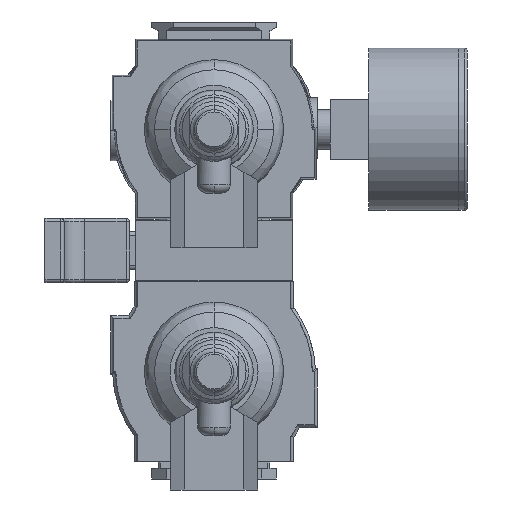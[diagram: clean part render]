
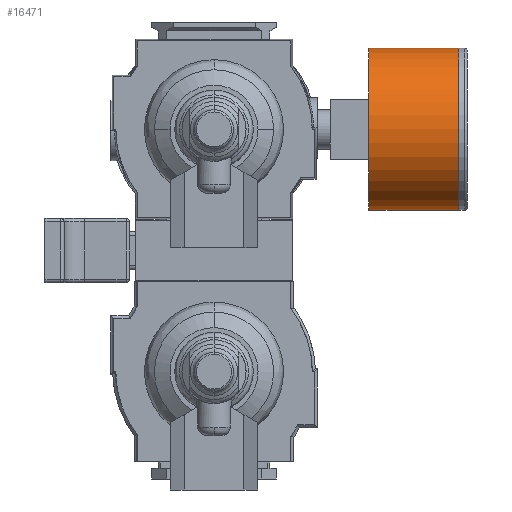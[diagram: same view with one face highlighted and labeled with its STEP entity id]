
A CAD part, front view. The second image highlights one B-rep face of the part: STEP entity #16471.
In plain terms, the highlighted cylindrical face has radius 19 mm (diameter 38 mm), a partial arc.
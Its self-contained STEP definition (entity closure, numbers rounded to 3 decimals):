
#6 = CARTESIAN_POINT ( 'NONE',  ( -19., 0., 0. ) ) ;
#1898 = DIRECTION ( 'NONE',  ( 0., 0., 1. ) ) ;
#2868 = ORIENTED_EDGE ( 'NONE', *, *, #26322, .F. ) ;
#3586 = AXIS2_PLACEMENT_3D ( 'NONE', #6072, #28175, #6216 ) ;
#4568 = DIRECTION ( 'NONE',  ( 0., 0., 1. ) ) ;
#4747 = CARTESIAN_POINT ( 'NONE',  ( 19., 0., 30. ) ) ;
#6072 = CARTESIAN_POINT ( 'NONE',  ( 0., 0., 9. ) ) ;
#6216 = DIRECTION ( 'NONE',  ( 1., 0., 0. ) ) ;
#6847 = VERTEX_POINT ( 'NONE', #23895 ) ;
#7631 = CARTESIAN_POINT ( 'NONE',  ( 0., 0., 30. ) ) ;
#7783 = EDGE_CURVE ( 'NONE', #23253, #17673, #10854, .T. ) ;
#8150 = DIRECTION ( 'NONE',  ( 0., 0., 1. ) ) ;
#9370 = EDGE_CURVE ( 'NONE', #17209, #23253, #15892, .T. ) ;
#10034 = ORIENTED_EDGE ( 'NONE', *, *, #9370, .T. ) ;
#10136 = DIRECTION ( 'NONE',  ( 1., 0., 0. ) ) ;
#10854 = LINE ( 'NONE', #19582, #13956 ) ;
#11121 = CARTESIAN_POINT ( 'NONE',  ( 19., 0., 9. ) ) ;
#11934 = DIRECTION ( 'NONE',  ( 0., 0., 1. ) ) ;
#12568 = ORIENTED_EDGE ( 'NONE', *, *, #7783, .T. ) ;
#12638 = CARTESIAN_POINT ( 'NONE',  ( -19., 0., 9. ) ) ;
#13956 = VECTOR ( 'NONE', #1898, 1000. ) ;
#14037 = VECTOR ( 'NONE', #4568, 1000. ) ;
#14868 = FACE_OUTER_BOUND ( 'NONE', #17655, .T. ) ;
#15892 = CIRCLE ( 'NONE', #3586, 19. ) ;
#16471 = ADVANCED_FACE ( 'NONE', ( #14868 ), #17133, .T. ) ;
#17133 = CYLINDRICAL_SURFACE ( 'NONE', #21294, 19. ) ;
#17209 = VERTEX_POINT ( 'NONE', #12638 ) ;
#17655 = EDGE_LOOP ( 'NONE', ( #26023, #10034, #12568, #2868 ) ) ;
#17673 = VERTEX_POINT ( 'NONE', #4747 ) ;
#19163 = CIRCLE ( 'NONE', #27817, 19. ) ;
#19582 = CARTESIAN_POINT ( 'NONE',  ( 19., 0., 0. ) ) ;
#21294 = AXIS2_PLACEMENT_3D ( 'NONE', #23013, #8150, #10136 ) ;
#23013 = CARTESIAN_POINT ( 'NONE',  ( 0., 0., 0. ) ) ;
#23253 = VERTEX_POINT ( 'NONE', #11121 ) ;
#23895 = CARTESIAN_POINT ( 'NONE',  ( -19., 0., 30. ) ) ;
#24407 = LINE ( 'NONE', #6, #14037 ) ;
#25171 = DIRECTION ( 'NONE',  ( 1., 0., 0. ) ) ;
#25485 = EDGE_CURVE ( 'NONE', #17209, #6847, #24407, .T. ) ;
#26023 = ORIENTED_EDGE ( 'NONE', *, *, #25485, .F. ) ;
#26322 = EDGE_CURVE ( 'NONE', #6847, #17673, #19163, .T. ) ;
#27817 = AXIS2_PLACEMENT_3D ( 'NONE', #7631, #11934, #25171 ) ;
#28175 = DIRECTION ( 'NONE',  ( 0., 0., 1. ) ) ;
